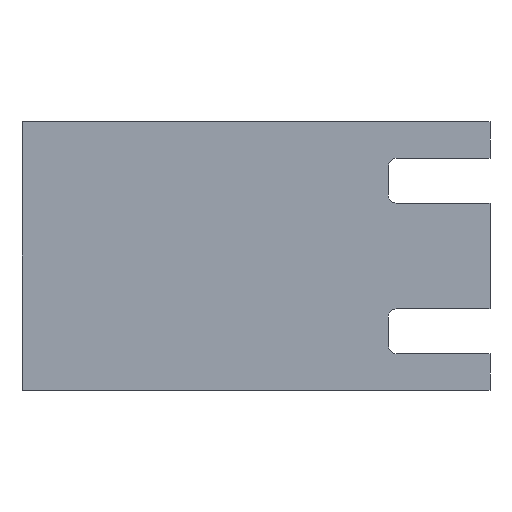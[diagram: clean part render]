
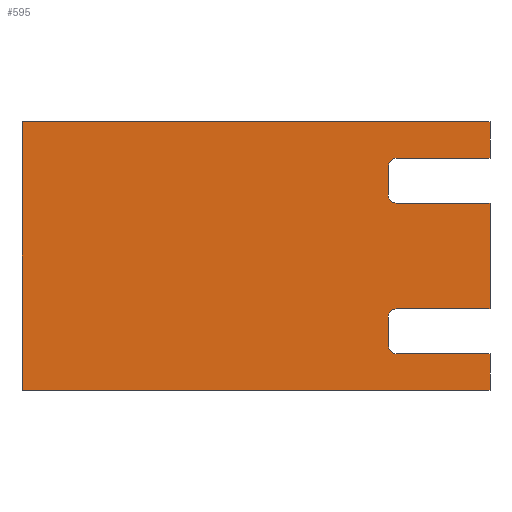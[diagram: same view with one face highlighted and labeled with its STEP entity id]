
A CAD part, left-side view. The second image highlights one B-rep face of the part: STEP entity #595.
In plain terms, the highlighted planar face has unit normal (-1, 0, 0).
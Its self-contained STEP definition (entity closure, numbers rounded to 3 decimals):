
#2 = DIRECTION ( 'NONE',  ( 0., 1., 0. ) ) ;
#3 = DIRECTION ( 'NONE',  ( 0., 0., 1. ) ) ;
#5 = DIRECTION ( 'NONE',  ( 0., 1., 0. ) ) ;
#6 = ORIENTED_EDGE ( 'NONE', *, *, #622, .F. ) ;
#8 = AXIS2_PLACEMENT_3D ( 'NONE', #62, #552, #2 ) ;
#16 = CARTESIAN_POINT ( 'NONE',  ( -3., -2.2, -1.3 ) ) ;
#19 = EDGE_CURVE ( 'NONE', #397, #574, #599, .T. ) ;
#20 = VECTOR ( 'NONE', #122, 1000. ) ;
#22 = CIRCLE ( 'NONE', #598, 0.2 ) ;
#24 = VERTEX_POINT ( 'NONE', #220 ) ;
#25 = CARTESIAN_POINT ( 'NONE',  ( -3., -4.5, -2.4 ) ) ;
#26 = CARTESIAN_POINT ( 'NONE',  ( -3., 7., -3.3 ) ) ;
#28 = VERTEX_POINT ( 'NONE', #432 ) ;
#31 = LINE ( 'NONE', #192, #105 ) ;
#39 = DIRECTION ( 'NONE',  ( 1., 0., 0. ) ) ;
#41 = VECTOR ( 'NONE', #606, 1000. ) ;
#56 = CARTESIAN_POINT ( 'NONE',  ( -3., -4.5, -2.4 ) ) ;
#60 = ORIENTED_EDGE ( 'NONE', *, *, #692, .T. ) ;
#62 = CARTESIAN_POINT ( 'NONE',  ( -3., -4.5, 4. ) ) ;
#67 = LINE ( 'NONE', #502, #20 ) ;
#69 = EDGE_CURVE ( 'NONE', #190, #588, #505, .T. ) ;
#71 = LINE ( 'NONE', #200, #283 ) ;
#72 = LINE ( 'NONE', #349, #167 ) ;
#75 = DIRECTION ( 'NONE',  ( 0., -1., 0. ) ) ;
#88 = DIRECTION ( 'NONE',  ( 0., 0., 1. ) ) ;
#89 = ORIENTED_EDGE ( 'NONE', *, *, #370, .T. ) ;
#93 = VERTEX_POINT ( 'NONE', #16 ) ;
#102 = ORIENTED_EDGE ( 'NONE', *, *, #195, .F. ) ;
#105 = VECTOR ( 'NONE', #242, 1000. ) ;
#109 = EDGE_CURVE ( 'NONE', #174, #337, #72, .T. ) ;
#116 = FACE_OUTER_BOUND ( 'NONE', #413, .T. ) ;
#122 = DIRECTION ( 'NONE',  ( 0., 0., 1. ) ) ;
#127 = DIRECTION ( 'NONE',  ( 0., 0., 1. ) ) ;
#137 = VERTEX_POINT ( 'NONE', #244 ) ;
#141 = CARTESIAN_POINT ( 'NONE',  ( -3., -2.2, 2.2 ) ) ;
#156 = EDGE_CURVE ( 'NONE', #28, #24, #67, .T. ) ;
#157 = CARTESIAN_POINT ( 'NONE',  ( -3., -2.2, -1.5 ) ) ;
#158 = VERTEX_POINT ( 'NONE', #687 ) ;
#161 = LINE ( 'NONE', #382, #328 ) ;
#163 = LINE ( 'NONE', #379, #563 ) ;
#167 = VECTOR ( 'NONE', #127, 1000. ) ;
#170 = EDGE_CURVE ( 'NONE', #303, #93, #71, .T. ) ;
#174 = VERTEX_POINT ( 'NONE', #676 ) ;
#175 = CARTESIAN_POINT ( 'NONE',  ( -3., 7., -3.3 ) ) ;
#187 = ORIENTED_EDGE ( 'NONE', *, *, #201, .F. ) ;
#190 = VERTEX_POINT ( 'NONE', #252 ) ;
#192 = CARTESIAN_POINT ( 'NONE',  ( -3., -4.5, 4. ) ) ;
#195 = EDGE_CURVE ( 'NONE', #423, #158, #403, .T. ) ;
#200 = CARTESIAN_POINT ( 'NONE',  ( -3., -4.5, -1.3 ) ) ;
#201 = EDGE_CURVE ( 'NONE', #137, #337, #626, .T. ) ;
#202 = ORIENTED_EDGE ( 'NONE', *, *, #436, .F. ) ;
#206 = CARTESIAN_POINT ( 'NONE',  ( -3., -2.2, -2.4 ) ) ;
#208 = CARTESIAN_POINT ( 'NONE',  ( -3., -2.2, -2.2 ) ) ;
#217 = VERTEX_POINT ( 'NONE', #26 ) ;
#218 = LINE ( 'NONE', #175, #41 ) ;
#220 = CARTESIAN_POINT ( 'NONE',  ( -3., -2., 2.2 ) ) ;
#242 = DIRECTION ( 'NONE',  ( 0., 0., -1. ) ) ;
#244 = CARTESIAN_POINT ( 'NONE',  ( -3., 7., 3.3 ) ) ;
#246 = ORIENTED_EDGE ( 'NONE', *, *, #419, .T. ) ;
#252 = CARTESIAN_POINT ( 'NONE',  ( -3., -2., -1.5 ) ) ;
#262 = VECTOR ( 'NONE', #453, 1000. ) ;
#282 = ORIENTED_EDGE ( 'NONE', *, *, #109, .T. ) ;
#283 = VECTOR ( 'NONE', #348, 1000. ) ;
#289 = CARTESIAN_POINT ( 'NONE',  ( -3., -2., -2.4 ) ) ;
#291 = DIRECTION ( 'NONE',  ( 0., 0., 1. ) ) ;
#292 = DIRECTION ( 'NONE',  ( 0., -1., 0. ) ) ;
#293 = DIRECTION ( 'NONE',  ( 0., 0., -1. ) ) ;
#295 = VECTOR ( 'NONE', #75, 1000. ) ;
#296 = CIRCLE ( 'NONE', #406, 0.2 ) ;
#299 = ORIENTED_EDGE ( 'NONE', *, *, #19, .T. ) ;
#303 = VERTEX_POINT ( 'NONE', #701 ) ;
#310 = CARTESIAN_POINT ( 'NONE',  ( -3., -4.5, 1.3 ) ) ;
#328 = VECTOR ( 'NONE', #376, 1000. ) ;
#333 = ORIENTED_EDGE ( 'NONE', *, *, #674, .F. ) ;
#337 = VERTEX_POINT ( 'NONE', #707 ) ;
#339 = PLANE ( 'NONE',  #8 ) ;
#348 = DIRECTION ( 'NONE',  ( 0., 1., 0. ) ) ;
#349 = CARTESIAN_POINT ( 'NONE',  ( -3., -4.5, 4. ) ) ;
#354 = VERTEX_POINT ( 'NONE', #418 ) ;
#368 = EDGE_CURVE ( 'NONE', #389, #588, #658, .T. ) ;
#370 = EDGE_CURVE ( 'NONE', #190, #93, #22, .T. ) ;
#375 = DIRECTION ( 'NONE',  ( 0., 0., 1. ) ) ;
#376 = DIRECTION ( 'NONE',  ( 0., 0., 1. ) ) ;
#378 = ORIENTED_EDGE ( 'NONE', *, *, #490, .F. ) ;
#379 = CARTESIAN_POINT ( 'NONE',  ( -3., -4.5, 2.4 ) ) ;
#382 = CARTESIAN_POINT ( 'NONE',  ( -3., 7., 4. ) ) ;
#389 = VERTEX_POINT ( 'NONE', #206 ) ;
#392 = VECTOR ( 'NONE', #293, 1000. ) ;
#397 = VERTEX_POINT ( 'NONE', #639 ) ;
#403 = LINE ( 'NONE', #310, #295 ) ;
#406 = AXIS2_PLACEMENT_3D ( 'NONE', #141, #578, #88 ) ;
#409 = ORIENTED_EDGE ( 'NONE', *, *, #368, .T. ) ;
#411 = DIRECTION ( 'NONE',  ( 1., 0., 0. ) ) ;
#413 = EDGE_LOOP ( 'NONE', ( #202, #378, #299, #333, #409, #469, #89, #618, #551, #102, #60, #670, #246, #6, #282, #187 ) ) ;
#418 = CARTESIAN_POINT ( 'NONE',  ( -3., -2.2, 2.4 ) ) ;
#419 = EDGE_CURVE ( 'NONE', #24, #354, #296, .T. ) ;
#423 = VERTEX_POINT ( 'NONE', #529 ) ;
#426 = AXIS2_PLACEMENT_3D ( 'NONE', #208, #39, #375 ) ;
#432 = CARTESIAN_POINT ( 'NONE',  ( -3., -2., 1.5 ) ) ;
#435 = CIRCLE ( 'NONE', #495, 0.2 ) ;
#436 = EDGE_CURVE ( 'NONE', #217, #137, #161, .T. ) ;
#453 = DIRECTION ( 'NONE',  ( 0., -1., 0. ) ) ;
#456 = LINE ( 'NONE', #25, #262 ) ;
#460 = VECTOR ( 'NONE', #3, 1000. ) ;
#462 = CARTESIAN_POINT ( 'NONE',  ( -3., 7., 3.3 ) ) ;
#469 = ORIENTED_EDGE ( 'NONE', *, *, #69, .F. ) ;
#486 = CARTESIAN_POINT ( 'NONE',  ( -3., -4.5, 4. ) ) ;
#488 = CARTESIAN_POINT ( 'NONE',  ( -3., -2., -2.2 ) ) ;
#490 = EDGE_CURVE ( 'NONE', #397, #217, #218, .T. ) ;
#495 = AXIS2_PLACEMENT_3D ( 'NONE', #512, #411, #291 ) ;
#502 = CARTESIAN_POINT ( 'NONE',  ( -3., -2., 2.4 ) ) ;
#505 = LINE ( 'NONE', #289, #392 ) ;
#512 = CARTESIAN_POINT ( 'NONE',  ( -3., -2.2, 1.5 ) ) ;
#529 = CARTESIAN_POINT ( 'NONE',  ( -3., -2.2, 1.3 ) ) ;
#551 = ORIENTED_EDGE ( 'NONE', *, *, #641, .F. ) ;
#552 = DIRECTION ( 'NONE',  ( 1., 0., 0. ) ) ;
#563 = VECTOR ( 'NONE', #5, 1000. ) ;
#574 = VERTEX_POINT ( 'NONE', #56 ) ;
#578 = DIRECTION ( 'NONE',  ( 1., 0., 0. ) ) ;
#588 = VERTEX_POINT ( 'NONE', #488 ) ;
#591 = DIRECTION ( 'NONE',  ( 0., 0., 1. ) ) ;
#595 = ADVANCED_FACE ( 'NONE', ( #116 ), #339, .F. ) ;
#598 = AXIS2_PLACEMENT_3D ( 'NONE', #157, #637, #591 ) ;
#599 = LINE ( 'NONE', #486, #460 ) ;
#606 = DIRECTION ( 'NONE',  ( 0., 1., 0. ) ) ;
#618 = ORIENTED_EDGE ( 'NONE', *, *, #170, .F. ) ;
#622 = EDGE_CURVE ( 'NONE', #174, #354, #163, .T. ) ;
#626 = LINE ( 'NONE', #462, #656 ) ;
#637 = DIRECTION ( 'NONE',  ( 1., 0., 0. ) ) ;
#639 = CARTESIAN_POINT ( 'NONE',  ( -3., -4.5, -3.3 ) ) ;
#641 = EDGE_CURVE ( 'NONE', #158, #303, #31, .T. ) ;
#656 = VECTOR ( 'NONE', #292, 1000. ) ;
#658 = CIRCLE ( 'NONE', #426, 0.2 ) ;
#670 = ORIENTED_EDGE ( 'NONE', *, *, #156, .T. ) ;
#674 = EDGE_CURVE ( 'NONE', #389, #574, #456, .T. ) ;
#676 = CARTESIAN_POINT ( 'NONE',  ( -3., -4.5, 2.4 ) ) ;
#687 = CARTESIAN_POINT ( 'NONE',  ( -3., -4.5, 1.3 ) ) ;
#692 = EDGE_CURVE ( 'NONE', #423, #28, #435, .T. ) ;
#701 = CARTESIAN_POINT ( 'NONE',  ( -3., -4.5, -1.3 ) ) ;
#707 = CARTESIAN_POINT ( 'NONE',  ( -3., -4.5, 3.3 ) ) ;
